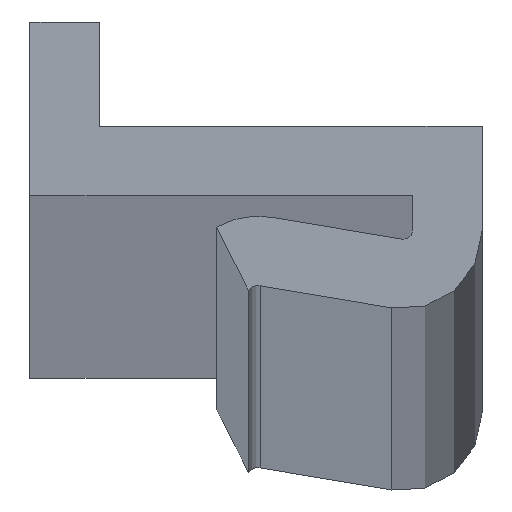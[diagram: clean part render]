
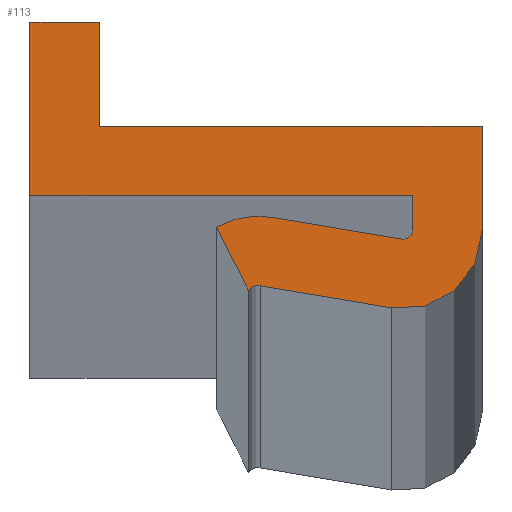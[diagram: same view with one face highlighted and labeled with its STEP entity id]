
A CAD part, top view. The second image highlights one B-rep face of the part: STEP entity #113.
In plain terms, the highlighted planar face has unit normal (0, 0, 1).
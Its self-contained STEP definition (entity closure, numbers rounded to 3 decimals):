
#3 = DIRECTION ( 'NONE',  ( -1., 0., 0. ) ) ;
#8 = ORIENTED_EDGE ( 'NONE', *, *, #181, .T. ) ;
#12 = VERTEX_POINT ( 'NONE', #19 ) ;
#19 = CARTESIAN_POINT ( 'NONE',  ( -9., 6., 0. ) ) ;
#21 = CARTESIAN_POINT ( 'NONE',  ( -13., 6., 0. ) ) ;
#27 = DIRECTION ( 'NONE',  ( 1., 0., 0. ) ) ;
#30 = CARTESIAN_POINT ( 'NONE',  ( -13., -4., 0. ) ) ;
#31 = LINE ( 'NONE', #283, #60 ) ;
#43 = VECTOR ( 'NONE', #462, 1000. ) ;
#49 = ORIENTED_EDGE ( 'NONE', *, *, #237, .T. ) ;
#60 = VECTOR ( 'NONE', #411, 1000. ) ;
#64 = CARTESIAN_POINT ( 'NONE',  ( -2.271, -5.803, 0. ) ) ;
#66 = EDGE_CURVE ( 'NONE', #90, #171, #365, .T. ) ;
#68 = CARTESIAN_POINT ( 'NONE',  ( 9., -4., 0. ) ) ;
#70 = CARTESIAN_POINT ( 'NONE',  ( -2.271, -5.803, 0. ) ) ;
#71 = CARTESIAN_POINT ( 'NONE',  ( 9., -4., 0. ) ) ;
#73 = EDGE_CURVE ( 'NONE', #342, #295, #76, .T. ) ;
#76 = LINE ( 'NONE', #531, #118 ) ;
#85 = CARTESIAN_POINT ( 'NONE',  ( 0.231, -9.17, 0. ) ) ;
#87 = VECTOR ( 'NONE', #519, 1000. ) ;
#90 = VERTEX_POINT ( 'NONE', #71 ) ;
#94 = ORIENTED_EDGE ( 'NONE', *, *, #73, .T. ) ;
#98 = VERTEX_POINT ( 'NONE', #538 ) ;
#100 = VECTOR ( 'NONE', #103, 1000. ) ;
#103 = DIRECTION ( 'NONE',  ( -0.986, 0.166, 0. ) ) ;
#105 = CARTESIAN_POINT ( 'NONE',  ( 0.11, -9.89, 0. ) ) ;
#110 = VECTOR ( 'NONE', #215, 1000. ) ;
#113 = ADVANCED_FACE ( 'NONE', ( #497 ), #233, .T. ) ;
#118 = VECTOR ( 'NONE', #495, 1000. ) ;
#122 = EDGE_CURVE ( 'NONE', #171, #325, #165, .T. ) ;
#145 = ORIENTED_EDGE ( 'NONE', *, *, #494, .T. ) ;
#146 = EDGE_CURVE ( 'NONE', #340, #398, #31, .T. ) ;
#148 = ORIENTED_EDGE ( 'NONE', *, *, #287, .T. ) ;
#151 = DIRECTION ( 'NONE',  ( 1., 0., 0. ) ) ;
#159 = DIRECTION ( 'NONE',  ( -1., 0., 0. ) ) ;
#162 = CARTESIAN_POINT ( 'NONE',  ( 7.765, -10.438, 0. ) ) ;
#165 = CIRCLE ( 'NONE', #298, 0.49 ) ;
#166 = CARTESIAN_POINT ( 'NONE',  ( 0.11, -9.89, 0. ) ) ;
#167 = CARTESIAN_POINT ( 'NONE',  ( -0.441, -9.412, 0. ) ) ;
#171 = VERTEX_POINT ( 'NONE', #360 ) ;
#175 = CIRCLE ( 'NONE', #483, 4.73 ) ;
#181 = EDGE_CURVE ( 'NONE', #398, #374, #354, .T. ) ;
#187 = DIRECTION ( 'NONE',  ( 1., 0., 0. ) ) ;
#191 = LINE ( 'NONE', #30, #475 ) ;
#193 = CARTESIAN_POINT ( 'NONE',  ( 8.429, -6.493, 0. ) ) ;
#196 = VERTEX_POINT ( 'NONE', #167 ) ;
#197 = CARTESIAN_POINT ( 'NONE',  ( 13., 0., 0. ) ) ;
#208 = ORIENTED_EDGE ( 'NONE', *, *, #389, .T. ) ;
#215 = DIRECTION ( 'NONE',  ( -1., 0., 0. ) ) ;
#227 = DIRECTION ( 'NONE',  ( 0., 0., 1. ) ) ;
#233 = PLANE ( 'NONE',  #399 ) ;
#234 = DIRECTION ( 'NONE',  ( 0., 0., -1. ) ) ;
#237 = EDGE_CURVE ( 'NONE', #374, #12, #505, .T. ) ;
#248 = CARTESIAN_POINT ( 'NONE',  ( -9., 6., 0. ) ) ;
#254 = ORIENTED_EDGE ( 'NONE', *, *, #122, .T. ) ;
#261 = VERTEX_POINT ( 'NONE', #85 ) ;
#270 = VECTOR ( 'NONE', #159, 1000. ) ;
#271 = LINE ( 'NONE', #64, #522 ) ;
#273 = DIRECTION ( 'NONE',  ( 1., 0., 0. ) ) ;
#274 = CARTESIAN_POINT ( 'NONE',  ( 8.51, -6.01, 0. ) ) ;
#275 = CARTESIAN_POINT ( 'NONE',  ( 8.51, -6.01, 0. ) ) ;
#276 = ORIENTED_EDGE ( 'NONE', *, *, #349, .T. ) ;
#283 = CARTESIAN_POINT ( 'NONE',  ( 13., 0., 0. ) ) ;
#286 = ORIENTED_EDGE ( 'NONE', *, *, #364, .T. ) ;
#287 = EDGE_CURVE ( 'NONE', #12, #342, #376, .T. ) ;
#295 = VERTEX_POINT ( 'NONE', #431 ) ;
#297 = LINE ( 'NONE', #443, #100 ) ;
#298 = AXIS2_PLACEMENT_3D ( 'NONE', #457, #451, #273 ) ;
#304 = ORIENTED_EDGE ( 'NONE', *, *, #66, .T. ) ;
#307 = DIRECTION ( 'NONE',  ( 0., 0., 1. ) ) ;
#313 = LINE ( 'NONE', #446, #87 ) ;
#325 = VERTEX_POINT ( 'NONE', #193 ) ;
#332 = EDGE_CURVE ( 'NONE', #325, #98, #297, .T. ) ;
#340 = VERTEX_POINT ( 'NONE', #486 ) ;
#342 = VERTEX_POINT ( 'NONE', #21 ) ;
#343 = EDGE_LOOP ( 'NONE', ( #304, #254, #509, #286, #529, #145, #371, #276, #361, #8, #49, #148, #94, #208 ) ) ;
#345 = VECTOR ( 'NONE', #414, 1000. ) ;
#346 = CIRCLE ( 'NONE', #409, 4.49 ) ;
#349 = EDGE_CURVE ( 'NONE', #524, #340, #346, .T. ) ;
#354 = LINE ( 'NONE', #537, #270 ) ;
#360 = CARTESIAN_POINT ( 'NONE',  ( 9., -6.01, 0. ) ) ;
#361 = ORIENTED_EDGE ( 'NONE', *, *, #146, .T. ) ;
#364 = EDGE_CURVE ( 'NONE', #98, #425, #175, .T. ) ;
#365 = LINE ( 'NONE', #68, #345 ) ;
#371 = ORIENTED_EDGE ( 'NONE', *, *, #412, .T. ) ;
#374 = VERTEX_POINT ( 'NONE', #401 ) ;
#376 = LINE ( 'NONE', #248, #110 ) ;
#389 = EDGE_CURVE ( 'NONE', #295, #90, #191, .T. ) ;
#396 = EDGE_CURVE ( 'NONE', #425, #196, #271, .T. ) ;
#398 = VERTEX_POINT ( 'NONE', #197 ) ;
#399 = AXIS2_PLACEMENT_3D ( 'NONE', #275, #402, #27 ) ;
#401 = CARTESIAN_POINT ( 'NONE',  ( -9., 0., 0. ) ) ;
#402 = DIRECTION ( 'NONE',  ( 0., 0., 1. ) ) ;
#409 = AXIS2_PLACEMENT_3D ( 'NONE', #274, #307, #151 ) ;
#410 = AXIS2_PLACEMENT_3D ( 'NONE', #166, #234, #3 ) ;
#411 = DIRECTION ( 'NONE',  ( 0., 1., 0. ) ) ;
#412 = EDGE_CURVE ( 'NONE', #261, #524, #313, .T. ) ;
#414 = DIRECTION ( 'NONE',  ( 0., -1., 0. ) ) ;
#423 = CARTESIAN_POINT ( 'NONE',  ( -9., 0., 0. ) ) ;
#424 = CIRCLE ( 'NONE', #410, 0.73 ) ;
#425 = VERTEX_POINT ( 'NONE', #70 ) ;
#431 = CARTESIAN_POINT ( 'NONE',  ( -13., -4., 0. ) ) ;
#443 = CARTESIAN_POINT ( 'NONE',  ( 0.895, -5.226, 0. ) ) ;
#446 = CARTESIAN_POINT ( 'NONE',  ( 0.231, -9.17, 0. ) ) ;
#451 = DIRECTION ( 'NONE',  ( 0., 0., -1. ) ) ;
#457 = CARTESIAN_POINT ( 'NONE',  ( 8.51, -6.01, 0. ) ) ;
#462 = DIRECTION ( 'NONE',  ( 0., 1., 0. ) ) ;
#475 = VECTOR ( 'NONE', #187, 1000. ) ;
#483 = AXIS2_PLACEMENT_3D ( 'NONE', #105, #227, #530 ) ;
#486 = CARTESIAN_POINT ( 'NONE',  ( 13., -6.01, 0. ) ) ;
#489 = DIRECTION ( 'NONE',  ( 0.452, -0.892, 0. ) ) ;
#494 = EDGE_CURVE ( 'NONE', #196, #261, #424, .T. ) ;
#495 = DIRECTION ( 'NONE',  ( 0., -1., 0. ) ) ;
#497 = FACE_OUTER_BOUND ( 'NONE', #343, .T. ) ;
#505 = LINE ( 'NONE', #423, #43 ) ;
#509 = ORIENTED_EDGE ( 'NONE', *, *, #332, .T. ) ;
#519 = DIRECTION ( 'NONE',  ( 0.986, -0.166, 0. ) ) ;
#522 = VECTOR ( 'NONE', #489, 1000. ) ;
#524 = VERTEX_POINT ( 'NONE', #162 ) ;
#529 = ORIENTED_EDGE ( 'NONE', *, *, #396, .T. ) ;
#530 = DIRECTION ( 'NONE',  ( -1., 0., 0. ) ) ;
#531 = CARTESIAN_POINT ( 'NONE',  ( -13., 6., 0. ) ) ;
#537 = CARTESIAN_POINT ( 'NONE',  ( -9., 0., 0. ) ) ;
#538 = CARTESIAN_POINT ( 'NONE',  ( 0.895, -5.226, 0. ) ) ;
